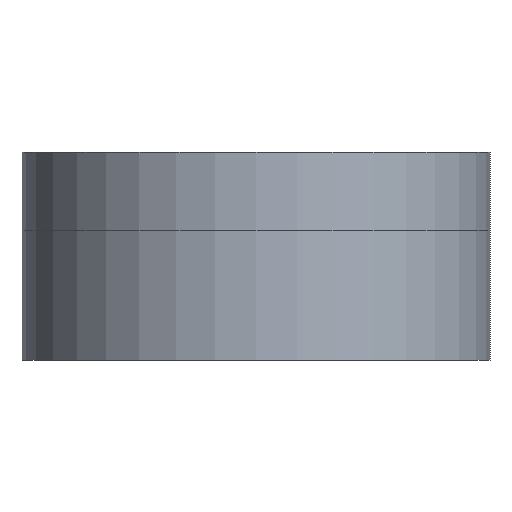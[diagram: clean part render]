
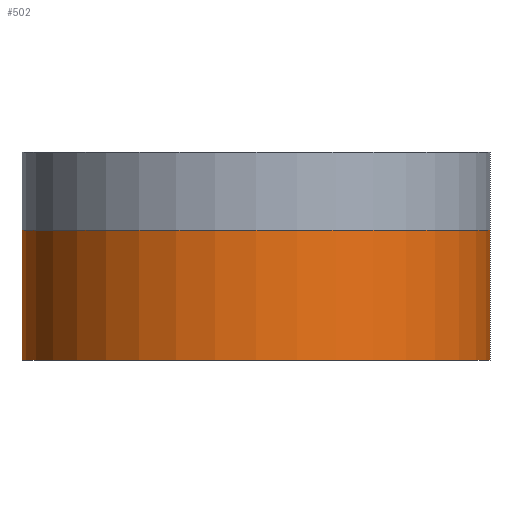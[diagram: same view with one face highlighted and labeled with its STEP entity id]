
A CAD part, front view. The second image highlights one B-rep face of the part: STEP entity #502.
In plain terms, the highlighted cylindrical face has radius 18 mm (diameter 36 mm), a full revolution.
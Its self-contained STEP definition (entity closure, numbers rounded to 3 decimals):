
#43=FACE_OUTER_BOUND('',#74,.T.);
#74=EDGE_LOOP('',(#377,#378,#379,#380));
#102=CIRCLE('',#552,18.);
#103=CIRCLE('',#554,18.);
#162=LINE('',#1719,#178);
#178=VECTOR('',#625,18.);
#209=VERTEX_POINT('',#1714);
#210=VERTEX_POINT('',#1717);
#271=EDGE_CURVE('',#209,#209,#102,.T.);
#272=EDGE_CURVE('',#210,#210,#103,.T.);
#273=EDGE_CURVE('',#210,#209,#162,.T.);
#377=ORIENTED_EDGE('',*,*,#272,.F.);
#378=ORIENTED_EDGE('',*,*,#273,.T.);
#379=ORIENTED_EDGE('',*,*,#271,.T.);
#380=ORIENTED_EDGE('',*,*,#273,.F.);
#478=CYLINDRICAL_SURFACE('',#553,18.);
#502=ADVANCED_FACE('',(#43),#478,.T.);
#552=AXIS2_PLACEMENT_3D('',#1715,#619,#620);
#553=AXIS2_PLACEMENT_3D('',#1716,#621,#622);
#554=AXIS2_PLACEMENT_3D('',#1718,#623,#624);
#619=DIRECTION('center_axis',(0.,0.,1.));
#620=DIRECTION('ref_axis',(1.,0.,0.));
#621=DIRECTION('center_axis',(0.,0.,1.));
#622=DIRECTION('ref_axis',(1.,0.,0.));
#623=DIRECTION('center_axis',(0.,0.,1.));
#624=DIRECTION('ref_axis',(1.,0.,0.));
#625=DIRECTION('',(0.,0.,-1.));
#1714=CARTESIAN_POINT('',(-18.,0.,3.));
#1715=CARTESIAN_POINT('Origin',(0.,0.,3.));
#1716=CARTESIAN_POINT('Origin',(0.,0.,3.));
#1717=CARTESIAN_POINT('',(-18.,0.,13.));
#1718=CARTESIAN_POINT('Origin',(0.,0.,13.));
#1719=CARTESIAN_POINT('',(-18.,0.,3.));
